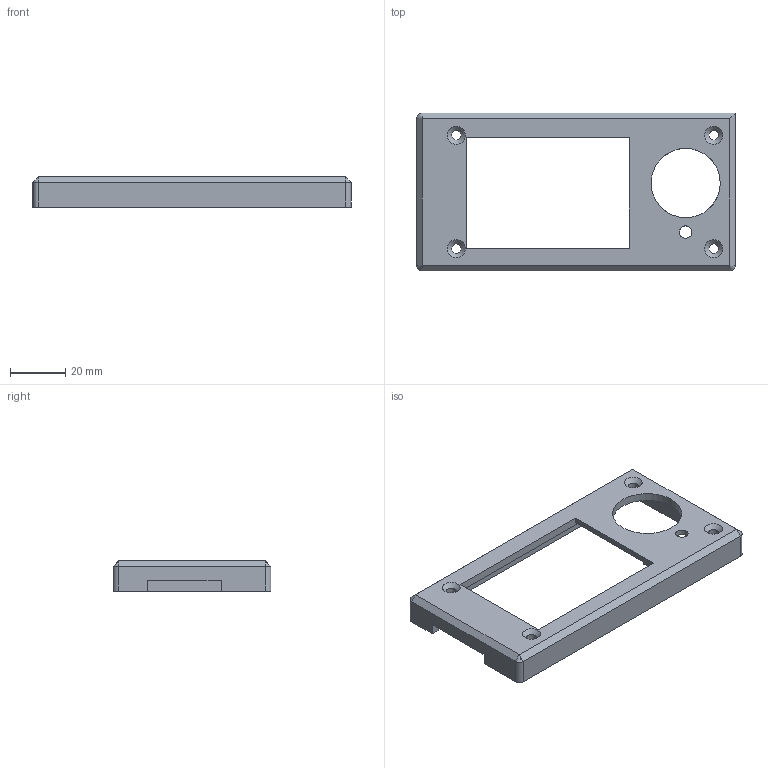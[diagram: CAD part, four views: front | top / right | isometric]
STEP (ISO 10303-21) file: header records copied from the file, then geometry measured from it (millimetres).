
FILE_DESCRIPTION(('FreeCAD Model'),'2;1');
FILE_NAME('Open CASCADE Shape Model','2022-04-22T19:58:04',('Author'),( ''),'Open CASCADE STEP processor 7.5','FreeCAD','Unknown');
FILE_SCHEMA(('AUTOMOTIVE_DESIGN { 1 0 10303 214 1 1 1 1 }'));
Length unit declared in the file: millimetre
Products named in the file (1): Lid
Bounding box: 115 x 57 x 11 mm (x, y, z)
Volume: 18150.1 mm3; surface area: 14207.8 mm2
Topology: 1 solids, 1 shells, 63 faces, 172 edges, 108 vertices
Faces by surface type: plane 43, cylinder 13, cone 7
Full cylindrical faces by diameter (mm): 3.5 x4, 4.5 x1, 25 x1
Entity records: 4348 total; most frequent: CARTESIAN_POINT 877, DIRECTION 652, LINE 444, VECTOR 444, ORIENTED_EDGE 338, PCURVE 338, DEFINITIONAL_REPRESENTATION 338, EDGE_CURVE 169
